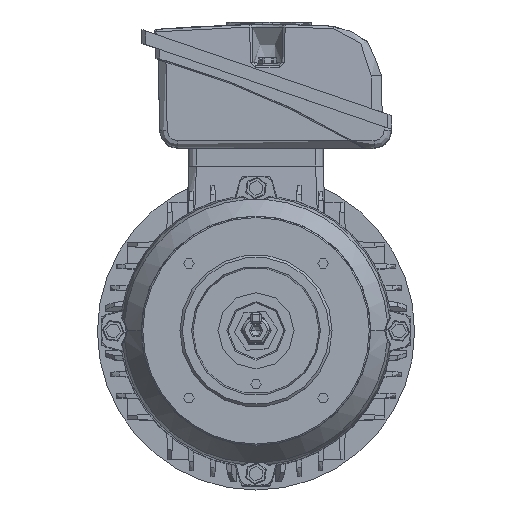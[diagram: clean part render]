
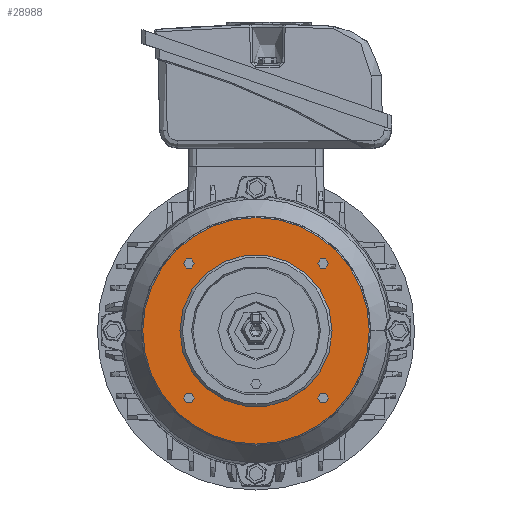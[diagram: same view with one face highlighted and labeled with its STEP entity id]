
A CAD part, top view. The second image highlights one B-rep face of the part: STEP entity #28988.
In plain terms, the highlighted face is planar.
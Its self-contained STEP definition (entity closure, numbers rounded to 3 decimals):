
#1221 = EDGE_LOOP ( 'NONE', ( #3772, #17260 ) ) ;
#1457 = EDGE_LOOP ( 'NONE', ( #17048, #6425 ) ) ;
#1501 = CARTESIAN_POINT ( 'NONE',  ( 30., 0., -23.5 ) ) ;
#1737 = CARTESIAN_POINT ( 'NONE',  ( 26.517, -26.517, -23.5 ) ) ;
#2554 = CARTESIAN_POINT ( 'NONE',  ( -24.417, 26.517, -23.5 ) ) ;
#3092 = DIRECTION ( 'NONE',  ( 0., 0., -1. ) ) ;
#3594 = DIRECTION ( 'NONE',  ( -1., 0., 0. ) ) ;
#3772 = ORIENTED_EDGE ( 'NONE', *, *, #20228, .F. ) ;
#4666 = AXIS2_PLACEMENT_3D ( 'NONE', #50210, #17042, #37762 ) ;
#5076 = VERTEX_POINT ( 'NONE', #12357 ) ;
#5847 = ORIENTED_EDGE ( 'NONE', *, *, #36611, .F. ) ;
#5954 = CIRCLE ( 'NONE', #8862, 30. ) ;
#6425 = ORIENTED_EDGE ( 'NONE', *, *, #17283, .F. ) ;
#6454 = AXIS2_PLACEMENT_3D ( 'NONE', #11839, #40196, #23779 ) ;
#6505 = PLANE ( 'NONE',  #30448 ) ;
#7135 = AXIS2_PLACEMENT_3D ( 'NONE', #1737, #30037, #45912 ) ;
#7160 = ORIENTED_EDGE ( 'NONE', *, *, #45790, .T. ) ;
#7793 = VERTEX_POINT ( 'NONE', #50178 ) ;
#8723 = VERTEX_POINT ( 'NONE', #33313 ) ;
#8751 = EDGE_CURVE ( 'NONE', #48736, #21535, #23130, .T. ) ;
#8862 = AXIS2_PLACEMENT_3D ( 'NONE', #34884, #26338, #22380 ) ;
#8875 = EDGE_CURVE ( 'NONE', #26450, #50658, #5954, .T. ) ;
#10040 = EDGE_CURVE ( 'NONE', #5076, #7793, #36410, .T. ) ;
#10097 = DIRECTION ( 'NONE',  ( -1., 0., 0. ) ) ;
#10192 = CIRCLE ( 'NONE', #42875, 30. ) ;
#10477 = VERTEX_POINT ( 'NONE', #33204 ) ;
#10737 = DIRECTION ( 'NONE',  ( -1., 0., 0. ) ) ;
#10951 = CARTESIAN_POINT ( 'NONE',  ( -30., 0., -23.5 ) ) ;
#11743 = DIRECTION ( 'NONE',  ( -1., 0., 0. ) ) ;
#11839 = CARTESIAN_POINT ( 'NONE',  ( 0., 0., -23.5 ) ) ;
#12357 = CARTESIAN_POINT ( 'NONE',  ( -24.417, -26.517, -23.5 ) ) ;
#12742 = CARTESIAN_POINT ( 'NONE',  ( 26.517, 26.517, -23.5 ) ) ;
#12914 = CARTESIAN_POINT ( 'NONE',  ( 28.617, 26.517, -23.5 ) ) ;
#13144 = CARTESIAN_POINT ( 'NONE',  ( -26.517, -26.517, -23.5 ) ) ;
#13929 = EDGE_CURVE ( 'NONE', #50658, #26450, #10192, .T. ) ;
#14579 = DIRECTION ( 'NONE',  ( 0., 0., -1. ) ) ;
#15925 = EDGE_LOOP ( 'NONE', ( #5847, #49764 ) ) ;
#16222 = AXIS2_PLACEMENT_3D ( 'NONE', #12742, #41285, #16661 ) ;
#16661 = DIRECTION ( 'NONE',  ( -1., 0., 0. ) ) ;
#17042 = DIRECTION ( 'NONE',  ( 0., 0., -1. ) ) ;
#17048 = ORIENTED_EDGE ( 'NONE', *, *, #27354, .F. ) ;
#17260 = ORIENTED_EDGE ( 'NONE', *, *, #8751, .F. ) ;
#17283 = EDGE_CURVE ( 'NONE', #10477, #32240, #50742, .T. ) ;
#17409 = DIRECTION ( 'NONE',  ( 0., 0., -1. ) ) ;
#17735 = CARTESIAN_POINT ( 'NONE',  ( -26.517, 26.517, -23.5 ) ) ;
#19480 = FACE_BOUND ( 'NONE', #1221, .T. ) ;
#20228 = EDGE_CURVE ( 'NONE', #21535, #48736, #52419, .T. ) ;
#20488 = AXIS2_PLACEMENT_3D ( 'NONE', #43101, #14579, #39369 ) ;
#21535 = VERTEX_POINT ( 'NONE', #49373 ) ;
#22380 = DIRECTION ( 'NONE',  ( 1., 0., 0. ) ) ;
#22517 = VERTEX_POINT ( 'NONE', #12914 ) ;
#23130 = CIRCLE ( 'NONE', #48098, 2.1 ) ;
#23692 = CIRCLE ( 'NONE', #46617, 2.1 ) ;
#23779 = DIRECTION ( 'NONE',  ( -1., 0., 0. ) ) ;
#23944 = FACE_BOUND ( 'NONE', #44538, .T. ) ;
#24434 = CARTESIAN_POINT ( 'NONE',  ( 26.517, -26.517, -23.5 ) ) ;
#25079 = EDGE_CURVE ( 'NONE', #39604, #8723, #44731, .T. ) ;
#25446 = DIRECTION ( 'NONE',  ( 0., 0., -1. ) ) ;
#26157 = DIRECTION ( 'NONE',  ( 0., 0., -1. ) ) ;
#26338 = DIRECTION ( 'NONE',  ( 0., 0., 1. ) ) ;
#26450 = VERTEX_POINT ( 'NONE', #10951 ) ;
#27354 = EDGE_CURVE ( 'NONE', #32240, #10477, #39470, .T. ) ;
#27790 = CARTESIAN_POINT ( 'NONE',  ( -26.517, -26.517, -23.5 ) ) ;
#27961 = DIRECTION ( 'NONE',  ( 0., 0., -1. ) ) ;
#28039 = EDGE_LOOP ( 'NONE', ( #30325, #42494 ) ) ;
#28832 = CARTESIAN_POINT ( 'NONE',  ( 0., 0., -23.5 ) ) ;
#28988 = ADVANCED_FACE ( 'NONE', ( #23944, #19480, #39331, #38059, #48203, #32904 ), #6505, .T. ) ;
#29559 = DIRECTION ( 'NONE',  ( -1., 0., 0. ) ) ;
#30037 = DIRECTION ( 'NONE',  ( 0., 0., -1. ) ) ;
#30325 = ORIENTED_EDGE ( 'NONE', *, *, #13929, .T. ) ;
#30448 = AXIS2_PLACEMENT_3D ( 'NONE', #34985, #3092, #31401 ) ;
#31401 = DIRECTION ( 'NONE',  ( -1., 0., 0. ) ) ;
#32240 = VERTEX_POINT ( 'NONE', #44004 ) ;
#32241 = DIRECTION ( 'NONE',  ( 1., 0., 0. ) ) ;
#32576 = DIRECTION ( 'NONE',  ( 0., 0., 1. ) ) ;
#32904 = FACE_BOUND ( 'NONE', #28039, .T. ) ;
#33204 = CARTESIAN_POINT ( 'NONE',  ( 28.617, -26.517, -23.5 ) ) ;
#33313 = CARTESIAN_POINT ( 'NONE',  ( 44.622, 0., -23.5 ) ) ;
#34205 = AXIS2_PLACEMENT_3D ( 'NONE', #38776, #51219, #10737 ) ;
#34884 = CARTESIAN_POINT ( 'NONE',  ( 0., 0., -23.5 ) ) ;
#34985 = CARTESIAN_POINT ( 'NONE',  ( 0., 30., -23.5 ) ) ;
#35116 = ORIENTED_EDGE ( 'NONE', *, *, #36837, .F. ) ;
#36410 = CIRCLE ( 'NONE', #47477, 2.1 ) ;
#36611 = EDGE_CURVE ( 'NONE', #7793, #5076, #23692, .T. ) ;
#36837 = EDGE_CURVE ( 'NONE', #40344, #22517, #42234, .T. ) ;
#37762 = DIRECTION ( 'NONE',  ( -1., 0., 0. ) ) ;
#38059 = FACE_BOUND ( 'NONE', #1457, .T. ) ;
#38776 = CARTESIAN_POINT ( 'NONE',  ( 26.517, 26.517, -23.5 ) ) ;
#39331 = FACE_BOUND ( 'NONE', #15925, .T. ) ;
#39369 = DIRECTION ( 'NONE',  ( -1., 0., 0. ) ) ;
#39470 = CIRCLE ( 'NONE', #51221, 2.1 ) ;
#39604 = VERTEX_POINT ( 'NONE', #44306 ) ;
#40196 = DIRECTION ( 'NONE',  ( 0., 0., -1. ) ) ;
#40344 = VERTEX_POINT ( 'NONE', #44592 ) ;
#40777 = ORIENTED_EDGE ( 'NONE', *, *, #25079, .T. ) ;
#41285 = DIRECTION ( 'NONE',  ( 0., 0., -1. ) ) ;
#42234 = CIRCLE ( 'NONE', #16222, 2.1 ) ;
#42494 = ORIENTED_EDGE ( 'NONE', *, *, #8875, .T. ) ;
#42505 = EDGE_CURVE ( 'NONE', #22517, #40344, #49991, .T. ) ;
#42875 = AXIS2_PLACEMENT_3D ( 'NONE', #28832, #32576, #32241 ) ;
#43101 = CARTESIAN_POINT ( 'NONE',  ( -26.517, 26.517, -23.5 ) ) ;
#44004 = CARTESIAN_POINT ( 'NONE',  ( 24.417, -26.517, -23.5 ) ) ;
#44306 = CARTESIAN_POINT ( 'NONE',  ( -44.622, 0., -23.5 ) ) ;
#44538 = EDGE_LOOP ( 'NONE', ( #35116, #47106 ) ) ;
#44592 = CARTESIAN_POINT ( 'NONE',  ( 24.417, 26.517, -23.5 ) ) ;
#44731 = CIRCLE ( 'NONE', #6454, 44.622 ) ;
#45312 = CIRCLE ( 'NONE', #4666, 44.622 ) ;
#45790 = EDGE_CURVE ( 'NONE', #8723, #39604, #45312, .T. ) ;
#45912 = DIRECTION ( 'NONE',  ( -1., 0., 0. ) ) ;
#46617 = AXIS2_PLACEMENT_3D ( 'NONE', #13144, #17409, #10097 ) ;
#47106 = ORIENTED_EDGE ( 'NONE', *, *, #42505, .F. ) ;
#47477 = AXIS2_PLACEMENT_3D ( 'NONE', #27790, #27961, #3594 ) ;
#48098 = AXIS2_PLACEMENT_3D ( 'NONE', #17735, #25446, #29559 ) ;
#48203 = FACE_OUTER_BOUND ( 'NONE', #52366, .T. ) ;
#48736 = VERTEX_POINT ( 'NONE', #2554 ) ;
#49373 = CARTESIAN_POINT ( 'NONE',  ( -28.617, 26.517, -23.5 ) ) ;
#49764 = ORIENTED_EDGE ( 'NONE', *, *, #10040, .F. ) ;
#49991 = CIRCLE ( 'NONE', #34205, 2.1 ) ;
#50178 = CARTESIAN_POINT ( 'NONE',  ( -28.617, -26.517, -23.5 ) ) ;
#50210 = CARTESIAN_POINT ( 'NONE',  ( 0., 0., -23.5 ) ) ;
#50658 = VERTEX_POINT ( 'NONE', #1501 ) ;
#50742 = CIRCLE ( 'NONE', #7135, 2.1 ) ;
#51219 = DIRECTION ( 'NONE',  ( 0., 0., -1. ) ) ;
#51221 = AXIS2_PLACEMENT_3D ( 'NONE', #24434, #26157, #11743 ) ;
#52366 = EDGE_LOOP ( 'NONE', ( #7160, #40777 ) ) ;
#52419 = CIRCLE ( 'NONE', #20488, 2.1 ) ;
